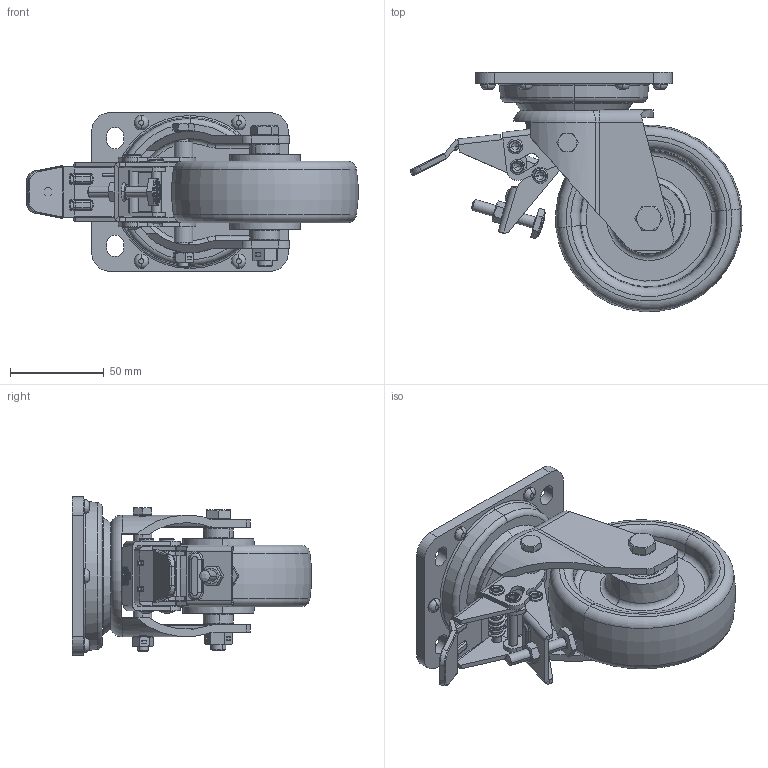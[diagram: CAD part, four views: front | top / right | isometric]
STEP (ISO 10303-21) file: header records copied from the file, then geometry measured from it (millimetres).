
FILE_DESCRIPTION (( 'STEP AP214' ), '1' );
FILE_NAME ('0014547_L-IG-PAM-100-K-3-DSV_(A-03).step', '2019-09-26T10:52:36', ( '' ), ( '' ), 'SwSTEP 2.0', 'SolidWorks 2018', '' );
FILE_SCHEMA (( 'AUTOMOTIVE_DESIGN' ));
Length unit declared in the file: millimetre
Products named in the file (1): 0014547_L-IG-PAM-100-K-3-DSV_(A-03)
Bounding box: 177.43 x 127.77 x 85 mm (x, y, z)
Surface area: 124801.1 mm2 (no closed solid volume)
Topology: 0 solids, 38 shells, 896 faces, 2128 edges, 1331 vertices
Faces by surface type: cylinder 293, plane 289, bspline 123, cone 102, torus 89
Entity records: 51428 total; most frequent: CARTESIAN_POINT 21271, ORIENTED_EDGE 4122, DIRECTION 4117, EDGE_CURVE 2111, AXIS2_PLACEMENT_3D 1662, VERTEX_POINT 1331, EDGE_LOOP 1040, UNCERTAINTY_MEASURE_WITH_UNIT 921
